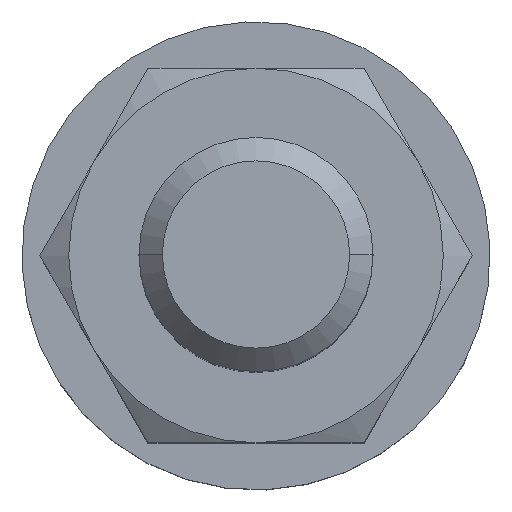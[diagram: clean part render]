
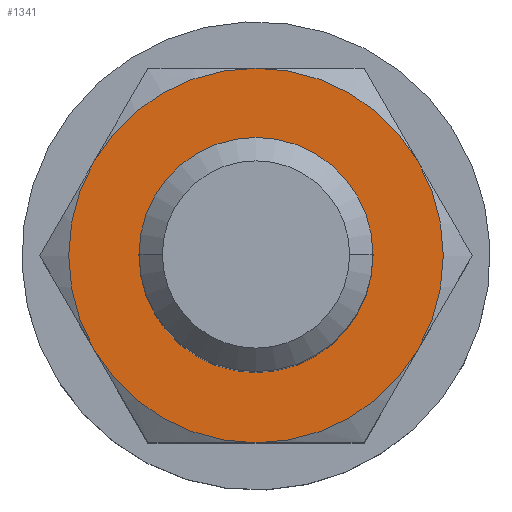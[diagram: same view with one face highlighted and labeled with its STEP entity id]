
A CAD part, top view. The second image highlights one B-rep face of the part: STEP entity #1341.
In plain terms, the highlighted planar face has unit normal (0, 0, 1).
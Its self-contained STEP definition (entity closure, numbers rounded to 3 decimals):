
#2 = CARTESIAN_POINT ( 'NONE',  ( 0., 0., 0. ) ) ;
#37 = AXIS2_PLACEMENT_3D ( 'NONE', #651, #1715, #660 ) ;
#212 = CARTESIAN_POINT ( 'NONE',  ( 0., 0., 0. ) ) ;
#491 = DIRECTION ( 'NONE',  ( -1., 0., 0. ) ) ;
#495 = EDGE_CURVE ( 'NONE', #1950, #2026, #2422, .T. ) ;
#524 = EDGE_CURVE ( 'NONE', #2789, #2681, #2862, .T. ) ;
#562 = ORIENTED_EDGE ( 'NONE', *, *, #2364, .F. ) ;
#601 = CARTESIAN_POINT ( 'NONE',  ( -2.5, 0., 0. ) ) ;
#651 = CARTESIAN_POINT ( 'NONE',  ( 0., 0., 0. ) ) ;
#653 = AXIS2_PLACEMENT_3D ( 'NONE', #2606, #2284, #1241 ) ;
#660 = DIRECTION ( 'NONE',  ( -1., 0., 0. ) ) ;
#707 = DIRECTION ( 'NONE',  ( -1., 0., 0. ) ) ;
#708 = VERTEX_POINT ( 'NONE', #2621 ) ;
#723 = ORIENTED_EDGE ( 'NONE', *, *, #495, .T. ) ;
#786 = CARTESIAN_POINT ( 'NONE',  ( 2., -3.464, 0. ) ) ;
#899 = DIRECTION ( 'NONE',  ( 0., 0., -1. ) ) ;
#913 = CARTESIAN_POINT ( 'NONE',  ( 0., 4.619, 0. ) ) ;
#925 = CARTESIAN_POINT ( 'NONE',  ( -2., 3.464, 0. ) ) ;
#1004 = ORIENTED_EDGE ( 'NONE', *, *, #3916, .F. ) ;
#1060 = ORIENTED_EDGE ( 'NONE', *, *, #2065, .F. ) ;
#1081 = CIRCLE ( 'NONE', #2900, 4. ) ;
#1221 = CIRCLE ( 'NONE', #653, 2.5 ) ;
#1236 = CARTESIAN_POINT ( 'NONE',  ( 2., 3.464, 0. ) ) ;
#1241 = DIRECTION ( 'NONE',  ( 1., 0., 0. ) ) ;
#1260 = DIRECTION ( 'NONE',  ( 0., 0., -1. ) ) ;
#1300 = DIRECTION ( 'NONE',  ( -1., 0., 0. ) ) ;
#1341 = ADVANCED_FACE ( 'NONE', ( #2808, #3964 ), #2260, .F. ) ;
#1585 = DIRECTION ( 'NONE',  ( 1., 0., 0. ) ) ;
#1617 = DIRECTION ( 'NONE',  ( 0., 0., 1. ) ) ;
#1715 = DIRECTION ( 'NONE',  ( 0., 0., -1. ) ) ;
#1750 = AXIS2_PLACEMENT_3D ( 'NONE', #212, #1260, #3731 ) ;
#1756 = CARTESIAN_POINT ( 'NONE',  ( 2.5, 0., 0. ) ) ;
#1868 = CIRCLE ( 'NONE', #2963, 4. ) ;
#1895 = CIRCLE ( 'NONE', #3370, 4. ) ;
#1907 = DIRECTION ( 'NONE',  ( 0., 0., -1. ) ) ;
#1950 = VERTEX_POINT ( 'NONE', #4381 ) ;
#1951 = DIRECTION ( 'NONE',  ( 1., 0., 0. ) ) ;
#2026 = VERTEX_POINT ( 'NONE', #1236 ) ;
#2035 = EDGE_CURVE ( 'NONE', #708, #3585, #1868, .T. ) ;
#2065 = EDGE_CURVE ( 'NONE', #3983, #708, #3749, .T. ) ;
#2260 = PLANE ( 'NONE',  #2319 ) ;
#2263 = CIRCLE ( 'NONE', #1750, 4. ) ;
#2284 = DIRECTION ( 'NONE',  ( 0., 0., 1. ) ) ;
#2287 = CARTESIAN_POINT ( 'NONE',  ( 0., 0., 0. ) ) ;
#2319 = AXIS2_PLACEMENT_3D ( 'NONE', #913, #1907, #491 ) ;
#2364 = EDGE_CURVE ( 'NONE', #3585, #4115, #2263, .T. ) ;
#2422 = CIRCLE ( 'NONE', #2895, 4. ) ;
#2606 = CARTESIAN_POINT ( 'NONE',  ( 0., 0., 0. ) ) ;
#2621 = CARTESIAN_POINT ( 'NONE',  ( -2., -3.464, 0. ) ) ;
#2681 = VERTEX_POINT ( 'NONE', #601 ) ;
#2693 = CARTESIAN_POINT ( 'NONE',  ( 0., 0., 0. ) ) ;
#2712 = CARTESIAN_POINT ( 'NONE',  ( -4., 0., 0. ) ) ;
#2789 = VERTEX_POINT ( 'NONE', #1756 ) ;
#2808 = FACE_BOUND ( 'NONE', #3612, .T. ) ;
#2845 = DIRECTION ( 'NONE',  ( 0., 0., -1. ) ) ;
#2862 = CIRCLE ( 'NONE', #4410, 2.5 ) ;
#2895 = AXIS2_PLACEMENT_3D ( 'NONE', #4421, #1617, #1585 ) ;
#2900 = AXIS2_PLACEMENT_3D ( 'NONE', #4432, #2973, #3693 ) ;
#2944 = ORIENTED_EDGE ( 'NONE', *, *, #2035, .F. ) ;
#2954 = EDGE_CURVE ( 'NONE', #4115, #2026, #1081, .T. ) ;
#2963 = AXIS2_PLACEMENT_3D ( 'NONE', #2693, #899, #1300 ) ;
#2973 = DIRECTION ( 'NONE',  ( 0., 0., -1. ) ) ;
#3017 = ORIENTED_EDGE ( 'NONE', *, *, #2954, .F. ) ;
#3316 = EDGE_LOOP ( 'NONE', ( #562, #2944, #1060, #1004, #723, #3017 ) ) ;
#3340 = DIRECTION ( 'NONE',  ( 0., 0., 1. ) ) ;
#3370 = AXIS2_PLACEMENT_3D ( 'NONE', #2, #2845, #707 ) ;
#3585 = VERTEX_POINT ( 'NONE', #2712 ) ;
#3612 = EDGE_LOOP ( 'NONE', ( #4058, #4543 ) ) ;
#3693 = DIRECTION ( 'NONE',  ( -1., 0., 0. ) ) ;
#3731 = DIRECTION ( 'NONE',  ( -1., 0., 0. ) ) ;
#3749 = CIRCLE ( 'NONE', #37, 4. ) ;
#3916 = EDGE_CURVE ( 'NONE', #1950, #3983, #1895, .T. ) ;
#3964 = FACE_OUTER_BOUND ( 'NONE', #3316, .T. ) ;
#3983 = VERTEX_POINT ( 'NONE', #786 ) ;
#4058 = ORIENTED_EDGE ( 'NONE', *, *, #524, .F. ) ;
#4115 = VERTEX_POINT ( 'NONE', #925 ) ;
#4381 = CARTESIAN_POINT ( 'NONE',  ( 4., 0., 0. ) ) ;
#4410 = AXIS2_PLACEMENT_3D ( 'NONE', #2287, #3340, #1951 ) ;
#4421 = CARTESIAN_POINT ( 'NONE',  ( 0., 0., 0. ) ) ;
#4432 = CARTESIAN_POINT ( 'NONE',  ( 0., 0., 0. ) ) ;
#4543 = ORIENTED_EDGE ( 'NONE', *, *, #4553, .F. ) ;
#4553 = EDGE_CURVE ( 'NONE', #2681, #2789, #1221, .T. ) ;
